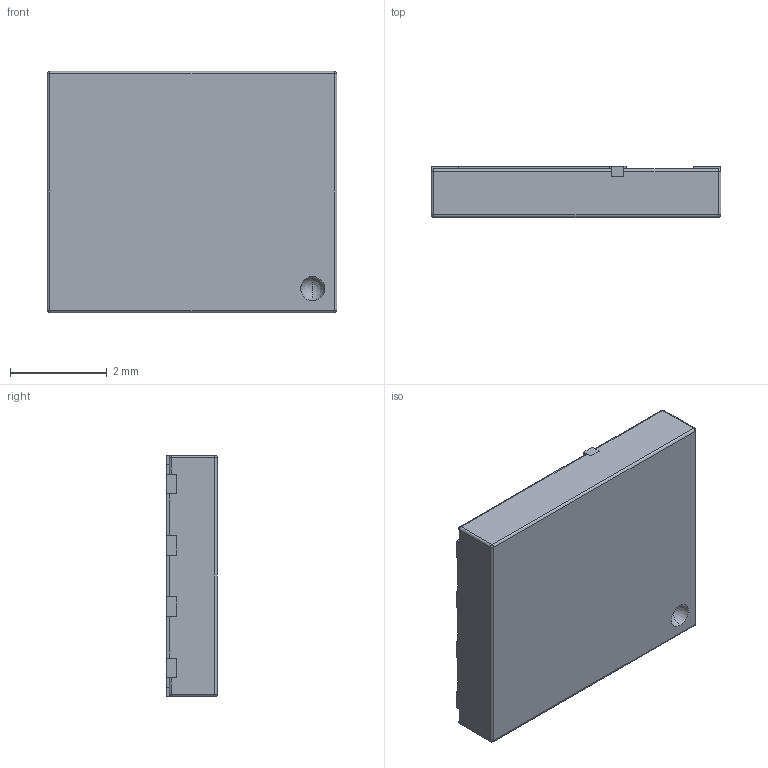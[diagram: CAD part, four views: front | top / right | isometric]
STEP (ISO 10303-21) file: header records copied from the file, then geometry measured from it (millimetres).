
FILE_DESCRIPTION(('FreeCAD Model'),'2;1');
FILE_NAME('Open CASCADE Shape Model','2022-02-01T10:23:42',('Author'),( ''),'Open CASCADE STEP processor 7.5','FreeCAD','Unknown');
FILE_SCHEMA(('AUTOMOTIVE_DESIGN { 1 0 10303 214 1 1 1 1 }'));
Length unit declared in the file: millimetre
Products named in the file (8): Unnamed2; SON-8_5x6; Body; Pin3_Source; Pin2_Source; Pin4_Source; Pin1_Gate; Drain_Pad
Assembly tree (7 placements, depth 2):
  Unnamed2
    SON-8_5x6
    Body
    Pin3_Source
    Pin2_Source
    Pin4_Source
    Pin1_Gate
    Drain_Pad
Bounding box: 6 x 1.05 x 5 mm (x, y, z)
Surface area: 245.9 mm2
Topology: 12 solids, 12 shells, 278 faces, 724 edges, 456 vertices
Faces by surface type: plane 226, cylinder 32, sphere 16, revolution 4
Entity records: 18919 total; most frequent: CARTESIAN_POINT 3662, DIRECTION 2724, LINE 1996, VECTOR 1996, ORIENTED_EDGE 1416, PCURVE 1416, DEFINITIONAL_REPRESENTATION 1416, EDGE_CURVE 708
